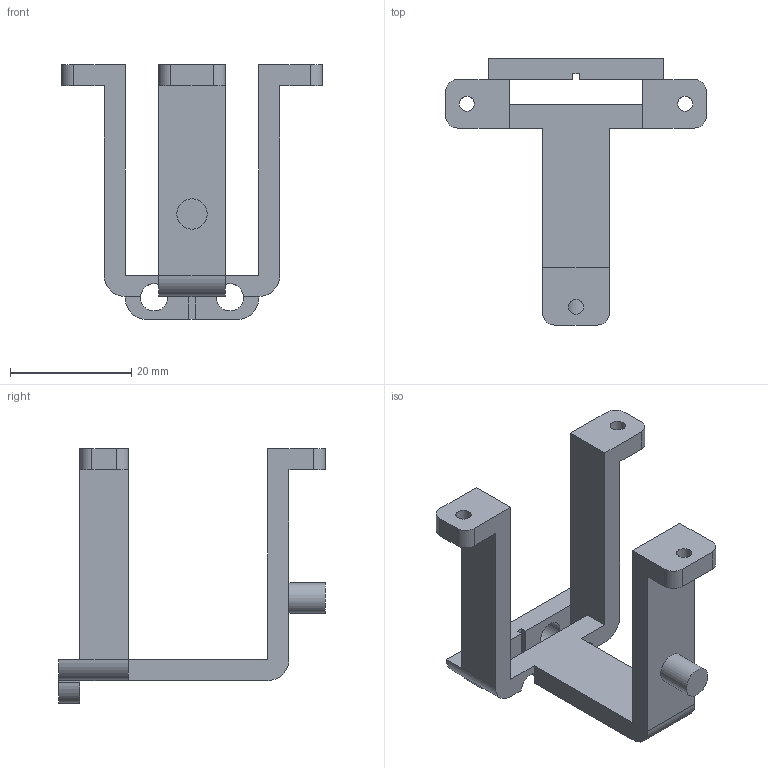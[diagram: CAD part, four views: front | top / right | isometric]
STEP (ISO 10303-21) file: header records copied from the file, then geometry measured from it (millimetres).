
FILE_DESCRIPTION(/* description */ (''),/* implementation_level */ '2;1');
FILE_NAME(/* name */ 'SS#504_Type2.step',/* time_stamp */ '2017-12-27T15:35:41+05:00',/* author */ (''),/* organization */ (''),/* preprocessor_version */ 'ST-DEVELOPER v16.13',/* originating_system */ 'Autodesk Translation Framework v6.5.0.72',/* authorisation */ '');
FILE_SCHEMA (('AUTOMOTIVE_DESIGN { 1 0 10303 214 3 1 1 }'));
Length unit declared in the file: millimetre
Products named in the file (1): Middle_Bracket
Bounding box: 43 x 44 x 42.02 mm (x, y, z)
Volume: 5770.2 mm3; surface area: 5435.6 mm2
Topology: 1 solids, 1 shells, 225 faces, 639 edges, 424 vertices
Faces by surface type: plane 105, bspline 101, cylinder 19
Full cylindrical faces by diameter (mm): 2.5 x3, 4.503 x2, 5 x1
Entity records: 8252 total; most frequent: CARTESIAN_POINT 3006, ORIENTED_EDGE 1278, DIRECTION 727, EDGE_CURVE 639, VERTEX_POINT 424, LINE 397, VECTOR 397, EDGE_LOOP 245
